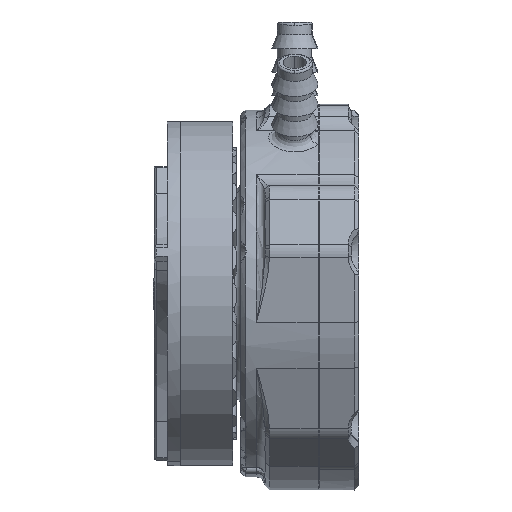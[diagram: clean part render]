
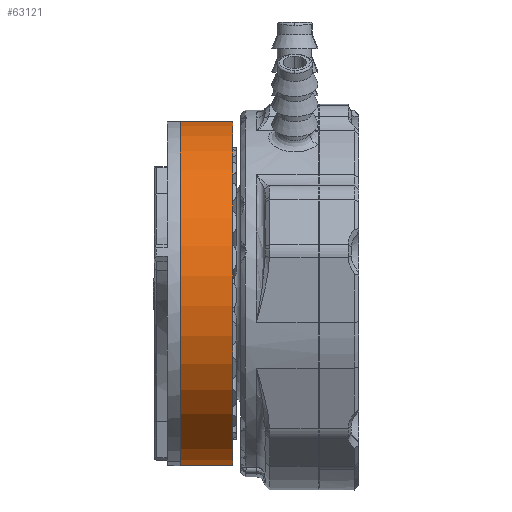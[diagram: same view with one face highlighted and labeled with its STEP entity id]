
A CAD part, left-side view. The second image highlights one B-rep face of the part: STEP entity #63121.
In plain terms, the highlighted cylindrical face has radius 19.75 mm (diameter 39.5 mm), a partial arc.
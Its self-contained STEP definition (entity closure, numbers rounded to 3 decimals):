
#109 = VECTOR ( 'NONE', #44944, 1000. ) ;
#1410 = DIRECTION ( 'NONE',  ( 0., 0., -1. ) ) ;
#2003 = CARTESIAN_POINT ( 'NONE',  ( 0., 0., 19.75 ) ) ;
#4495 = DIRECTION ( 'NONE',  ( 0., 0., -1. ) ) ;
#6505 = LINE ( 'NONE', #13614, #109 ) ;
#7914 = CARTESIAN_POINT ( 'NONE',  ( 0., 6., 0. ) ) ;
#10392 = ORIENTED_EDGE ( 'NONE', *, *, #42689, .F. ) ;
#13614 = CARTESIAN_POINT ( 'NONE',  ( 0., 0., -19.75 ) ) ;
#18614 = CARTESIAN_POINT ( 'NONE',  ( 0., 6., -19.75 ) ) ;
#26042 = VERTEX_POINT ( 'NONE', #76421 ) ;
#27236 = EDGE_CURVE ( 'NONE', #53779, #31034, #64051, .T. ) ;
#28124 = CARTESIAN_POINT ( 'NONE',  ( 0., 0., 0. ) ) ;
#29147 = EDGE_CURVE ( 'NONE', #53779, #26042, #47077, .T. ) ;
#31034 = VERTEX_POINT ( 'NONE', #18614 ) ;
#31793 = AXIS2_PLACEMENT_3D ( 'NONE', #28124, #58580, #1410 ) ;
#33686 = VERTEX_POINT ( 'NONE', #63309 ) ;
#33891 = EDGE_CURVE ( 'NONE', #31034, #33686, #6505, .T. ) ;
#34490 = AXIS2_PLACEMENT_3D ( 'NONE', #80902, #61685, #4495 ) ;
#37432 = AXIS2_PLACEMENT_3D ( 'NONE', #7914, #44709, #63467 ) ;
#39814 = FACE_OUTER_BOUND ( 'NONE', #75616, .T. ) ;
#40639 = CYLINDRICAL_SURFACE ( 'NONE', #31793, 19.75 ) ;
#42689 = EDGE_CURVE ( 'NONE', #26042, #33686, #47828, .T. ) ;
#42844 = ORIENTED_EDGE ( 'NONE', *, *, #27236, .T. ) ;
#44709 = DIRECTION ( 'NONE',  ( 0., -1., 0. ) ) ;
#44944 = DIRECTION ( 'NONE',  ( 0., -1., 0. ) ) ;
#47077 = LINE ( 'NONE', #2003, #66983 ) ;
#47828 = CIRCLE ( 'NONE', #34490, 19.75 ) ;
#50415 = ORIENTED_EDGE ( 'NONE', *, *, #33891, .T. ) ;
#53779 = VERTEX_POINT ( 'NONE', #75971 ) ;
#58580 = DIRECTION ( 'NONE',  ( 0., -1., 0. ) ) ;
#61685 = DIRECTION ( 'NONE',  ( 0., -1., 0. ) ) ;
#63121 = ADVANCED_FACE ( 'NONE', ( #39814 ), #40639, .T. ) ;
#63309 = CARTESIAN_POINT ( 'NONE',  ( 0., 0., -19.75 ) ) ;
#63467 = DIRECTION ( 'NONE',  ( 0., 0., -1. ) ) ;
#64051 = CIRCLE ( 'NONE', #37432, 19.75 ) ;
#66983 = VECTOR ( 'NONE', #78406, 1000. ) ;
#75230 = ORIENTED_EDGE ( 'NONE', *, *, #29147, .F. ) ;
#75616 = EDGE_LOOP ( 'NONE', ( #75230, #42844, #50415, #10392 ) ) ;
#75971 = CARTESIAN_POINT ( 'NONE',  ( 0., 6., 19.75 ) ) ;
#76421 = CARTESIAN_POINT ( 'NONE',  ( 0., 0., 19.75 ) ) ;
#78406 = DIRECTION ( 'NONE',  ( 0., -1., 0. ) ) ;
#80902 = CARTESIAN_POINT ( 'NONE',  ( 0., 0., 0. ) ) ;
